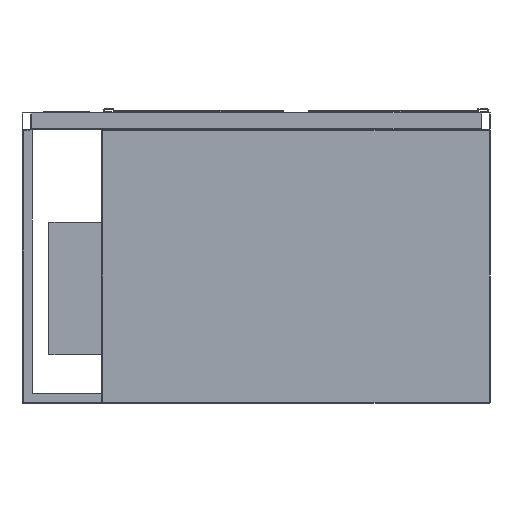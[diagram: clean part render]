
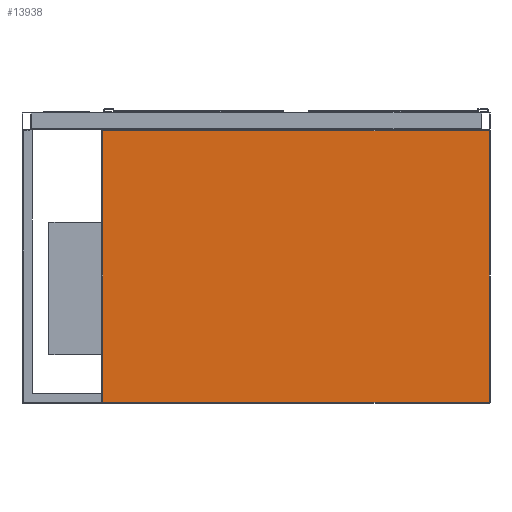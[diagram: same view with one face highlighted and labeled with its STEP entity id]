
A CAD part, front view. The second image highlights one B-rep face of the part: STEP entity #13938.
In plain terms, the highlighted planar face has unit normal (0, -1, 0).
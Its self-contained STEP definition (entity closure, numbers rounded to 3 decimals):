
#1804 = ORIENTED_EDGE ( 'NONE', *, *, #31082, .T. ) ;
#2623 = CARTESIAN_POINT ( 'NONE',  ( -440., -255., -42. ) ) ;
#3878 = CARTESIAN_POINT ( 'NONE',  ( -438., -255., -660. ) ) ;
#4610 = DIRECTION ( 'NONE',  ( 0., 0., 1. ) ) ;
#5725 = LINE ( 'NONE', #2623, #33504 ) ;
#7695 = ORIENTED_EDGE ( 'NONE', *, *, #29681, .T. ) ;
#7747 = DIRECTION ( 'NONE',  ( 1., 0., 0. ) ) ;
#8303 = VECTOR ( 'NONE', #28584, 1000. ) ;
#9784 = AXIS2_PLACEMENT_3D ( 'NONE', #17130, #14026, #10921 ) ;
#10106 = CARTESIAN_POINT ( 'NONE',  ( 438., -255., -658. ) ) ;
#10561 = EDGE_LOOP ( 'NONE', ( #1804, #15993, #7695, #23741 ) ) ;
#10921 = DIRECTION ( 'NONE',  ( 0., 0., -1. ) ) ;
#11108 = PLANE ( 'NONE',  #9784 ) ;
#11388 = CARTESIAN_POINT ( 'NONE',  ( -438., -255., -42. ) ) ;
#11761 = LINE ( 'NONE', #3878, #8303 ) ;
#13938 = ADVANCED_FACE ( 'Fl�che8', ( #16589 ), #11108, .T. ) ;
#14026 = DIRECTION ( 'NONE',  ( 0., -1., 0. ) ) ;
#15993 = ORIENTED_EDGE ( 'NONE', *, *, #29884, .T. ) ;
#16589 = FACE_OUTER_BOUND ( 'NONE', #10561, .T. ) ;
#17130 = CARTESIAN_POINT ( 'NONE',  ( -440., -255., -660. ) ) ;
#17702 = EDGE_CURVE ( 'NONE', #25829, #19672, #34976, .T. ) ;
#19672 = VERTEX_POINT ( 'NONE', #21169 ) ;
#21069 = CARTESIAN_POINT ( 'NONE',  ( 438., -255., -660. ) ) ;
#21169 = CARTESIAN_POINT ( 'NONE',  ( 438., -255., -42. ) ) ;
#21314 = VECTOR ( 'NONE', #4610, 1000. ) ;
#23741 = ORIENTED_EDGE ( 'NONE', *, *, #17702, .T. ) ;
#24406 = CARTESIAN_POINT ( 'NONE',  ( -440., -255., -658. ) ) ;
#25313 = DIRECTION ( 'NONE',  ( -1., 0., 0. ) ) ;
#25811 = CARTESIAN_POINT ( 'NONE',  ( -438., -255., -658. ) ) ;
#25829 = VERTEX_POINT ( 'NONE', #10106 ) ;
#27307 = VERTEX_POINT ( 'NONE', #11388 ) ;
#28584 = DIRECTION ( 'NONE',  ( 0., 0., -1. ) ) ;
#29681 = EDGE_CURVE ( 'NONE', #31565, #25829, #35743, .T. ) ;
#29884 = EDGE_CURVE ( 'NONE', #27307, #31565, #11761, .T. ) ;
#31082 = EDGE_CURVE ( 'NONE', #19672, #27307, #5725, .T. ) ;
#31565 = VERTEX_POINT ( 'NONE', #25811 ) ;
#32796 = VECTOR ( 'NONE', #7747, 1000. ) ;
#33504 = VECTOR ( 'NONE', #25313, 1000. ) ;
#34976 = LINE ( 'NONE', #21069, #21314 ) ;
#35743 = LINE ( 'NONE', #24406, #32796 ) ;
